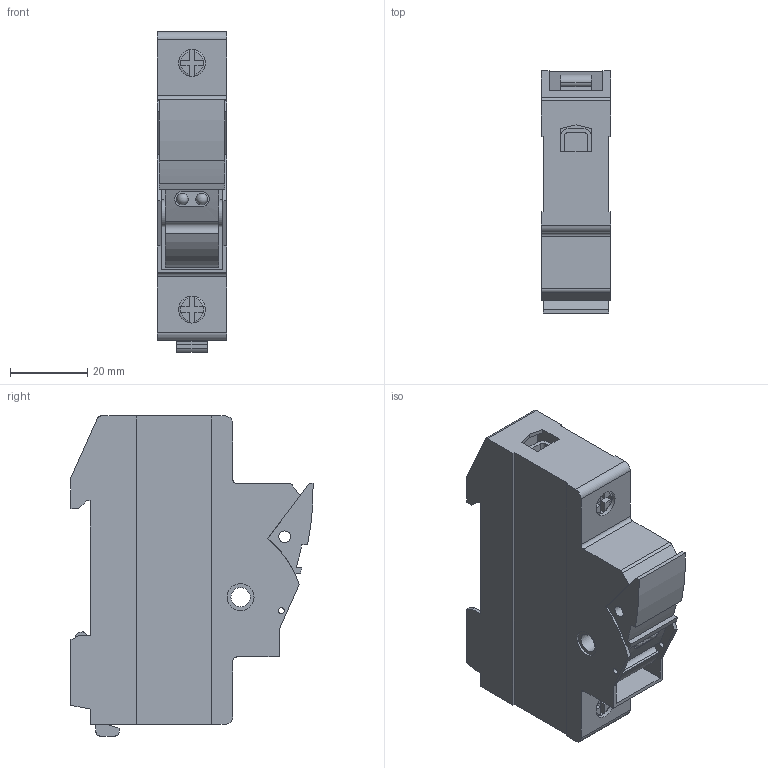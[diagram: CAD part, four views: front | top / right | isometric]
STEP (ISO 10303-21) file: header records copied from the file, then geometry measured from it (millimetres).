
FILE_DESCRIPTION(/* description */ ('STEP AP214'),/* implementation_level */ '2;1');
FILE_NAME(/* name */ '31130',/* time_stamp */ '2024-11-11T16:50:41+01:00',/* author */ ('License CC BY-ND 4.0'),/* organization */ ('CADENAS'),/* preprocessor_version */ 'ST-DEVELOPER v19.3',/* originating_system */ 'PARTsolutions',/* authorisation */ ' ');
FILE_SCHEMA (('AUTOMOTIVE_DESIGN {1 0 10303 214 3 1 1}'));
Length unit declared in the file: millimetre
Products named in the file (4): 31130; 77196000+7719700011; 34005000_Schnapp; 71292000
Assembly tree (4 placements, depth 2):
  31130
    77196000+7719700011
    34005000_Schnapp
    71292000  x2
Bounding box: 18 x 62.82 x 83 mm (x, y, z)
Volume: 55778.7 mm3; surface area: 24707.5 mm2
Topology: 4 solids, 4 shells, 246 faces, 679 edges, 449 vertices
Faces by surface type: plane 171, cylinder 69, torus 4, sphere 2
Full cylindrical faces by diameter (mm): 1.5 x2, 3 x1, 4 x4, 5 x1, 7 x8, 8 x4
Entity records: 6738 total; most frequent: CARTESIAN_POINT 1159, ORIENTED_EDGE 1074, DIRECTION 1068, EDGE_CURVE 537, LINE 400, VECTOR 400, VERTEX_POINT 367, AXIS2_PLACEMENT_3D 334
